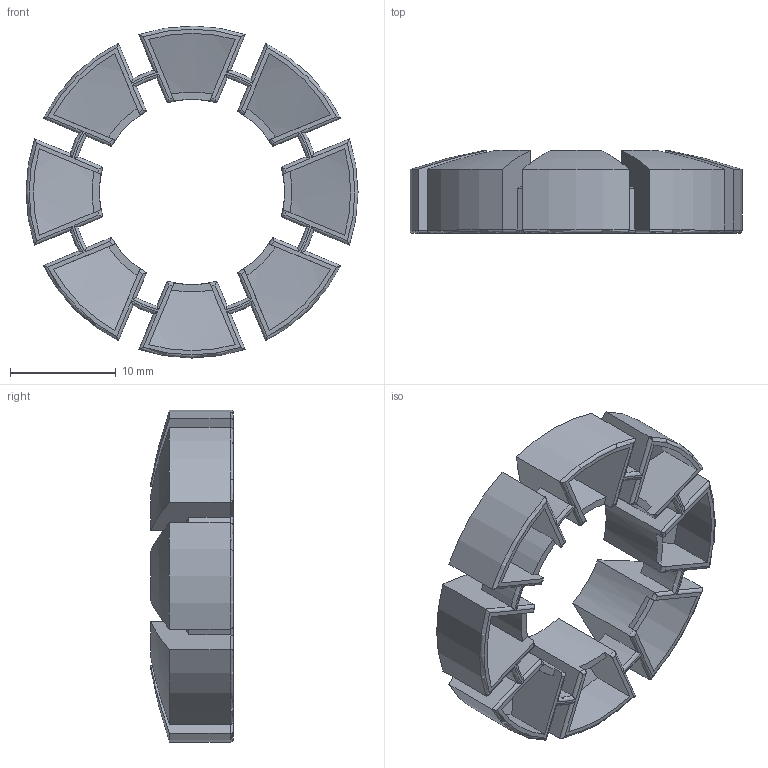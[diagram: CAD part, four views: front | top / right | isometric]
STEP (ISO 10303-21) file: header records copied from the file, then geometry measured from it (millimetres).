
FILE_DESCRIPTION(/* description */ ('Print 2, transparent.'),/* implementation_level */ '2;1');
FILE_NAME(/* name */ '8 Pix Light Ring.step',/* time_stamp */ '2025-07-21T13:43:01-07:00',/* author */ (''),/* organization */ (''),/* preprocessor_version */ 'ST-DEVELOPER v20.1',/* originating_system */ 'Autodesk Translation Framework v14.10.0.0',/* authorisation */ '');
FILE_SCHEMA (('AUTOMOTIVE_DESIGN { 1 0 10303 214 3 1 1 }'));
Length unit declared in the file: millimetre
Products named in the file (1): 8 Pix Light Ring
Bounding box: 31.4 x 7.84 x 31.4 mm (x, y, z)
Volume: 1541.2 mm3; surface area: 3417.1 mm2
Topology: 1 solids, 1 shells, 185 faces, 488 edges, 304 vertices
Faces by surface type: cylinder 80, plane 41, torus 40, sphere 24
Entity records: 6570 total; most frequent: CARTESIAN_POINT 1954, DIRECTION 980, ORIENTED_EDGE 976, EDGE_CURVE 488, AXIS2_PLACEMENT_3D 386, VERTEX_POINT 304, LINE 208, VECTOR 208
